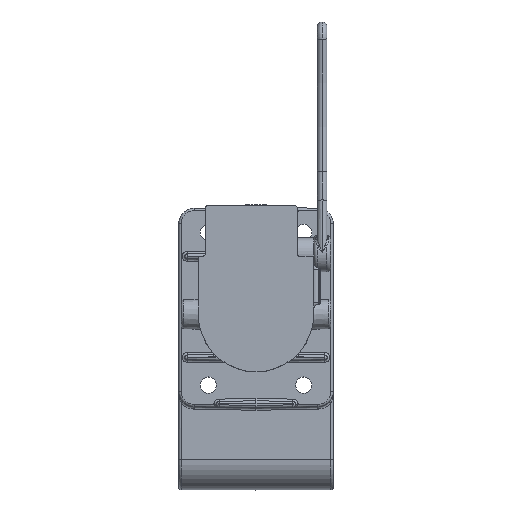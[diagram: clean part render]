
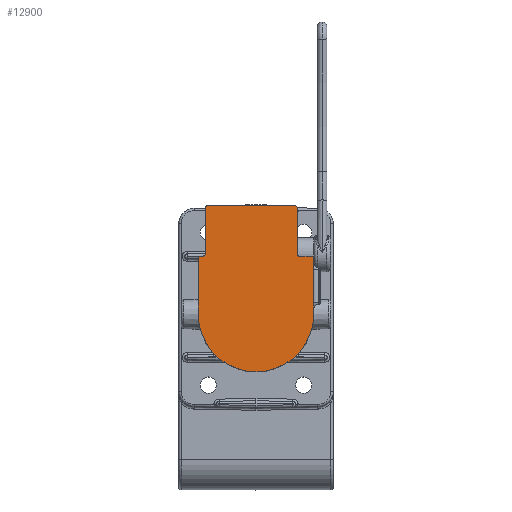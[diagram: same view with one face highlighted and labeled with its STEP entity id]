
A CAD part, top view. The second image highlights one B-rep face of the part: STEP entity #12900.
In plain terms, the highlighted face is planar.
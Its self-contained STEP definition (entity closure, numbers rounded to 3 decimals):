
#1309=FACE_OUTER_BOUND('',#2200,.T.);
#2200=EDGE_LOOP('',(#9498,#9499,#9500,#9501,#9502,#9503,#9504,#9505,#9506,
#9507,#9508,#9509,#9510,#9511));
#3114=CIRCLE('',#14151,2.);
#3115=CIRCLE('',#14152,48.);
#3116=CIRCLE('',#14153,2.);
#3117=CIRCLE('',#14154,2.);
#3118=CIRCLE('',#14155,2.);
#3119=CIRCLE('',#14156,2.);
#3120=CIRCLE('',#14157,2.);
#4188=LINE('',#23986,#4749);
#4189=LINE('',#23990,#4750);
#4190=LINE('',#23994,#4751);
#4191=LINE('',#23998,#4752);
#4192=LINE('',#24002,#4753);
#4193=LINE('',#24006,#4754);
#4194=LINE('',#24009,#4755);
#4749=VECTOR('',#16737,1.);
#4750=VECTOR('',#16740,1.);
#4751=VECTOR('',#16743,1.);
#4752=VECTOR('',#16746,1.);
#4753=VECTOR('',#16749,1.);
#4754=VECTOR('',#16752,1.);
#4755=VECTOR('',#16755,1.);
#5507=VERTEX_POINT('',#23982);
#5508=VERTEX_POINT('',#23983);
#5509=VERTEX_POINT('',#23985);
#5510=VERTEX_POINT('',#23987);
#5511=VERTEX_POINT('',#23989);
#5512=VERTEX_POINT('',#23991);
#5513=VERTEX_POINT('',#23993);
#5514=VERTEX_POINT('',#23995);
#5515=VERTEX_POINT('',#23997);
#5516=VERTEX_POINT('',#23999);
#5517=VERTEX_POINT('',#24001);
#5518=VERTEX_POINT('',#24003);
#5519=VERTEX_POINT('',#24005);
#5520=VERTEX_POINT('',#24007);
#6893=EDGE_CURVE('',#5507,#5508,#3114,.T.);
#6894=EDGE_CURVE('',#5509,#5507,#4188,.T.);
#6895=EDGE_CURVE('',#5509,#5510,#3115,.T.);
#6896=EDGE_CURVE('',#5510,#5511,#4189,.T.);
#6897=EDGE_CURVE('',#5512,#5511,#3116,.T.);
#6898=EDGE_CURVE('',#5513,#5512,#4190,.T.);
#6899=EDGE_CURVE('',#5514,#5513,#3117,.T.);
#6900=EDGE_CURVE('',#5514,#5515,#4191,.T.);
#6901=EDGE_CURVE('',#5516,#5515,#3118,.T.);
#6902=EDGE_CURVE('',#5517,#5516,#4192,.T.);
#6903=EDGE_CURVE('',#5518,#5517,#3119,.T.);
#6904=EDGE_CURVE('',#5519,#5518,#4193,.T.);
#6905=EDGE_CURVE('',#5520,#5519,#3120,.T.);
#6906=EDGE_CURVE('',#5508,#5520,#4194,.T.);
#9498=ORIENTED_EDGE('',*,*,#6893,.F.);
#9499=ORIENTED_EDGE('',*,*,#6894,.F.);
#9500=ORIENTED_EDGE('',*,*,#6895,.T.);
#9501=ORIENTED_EDGE('',*,*,#6896,.T.);
#9502=ORIENTED_EDGE('',*,*,#6897,.F.);
#9503=ORIENTED_EDGE('',*,*,#6898,.F.);
#9504=ORIENTED_EDGE('',*,*,#6899,.F.);
#9505=ORIENTED_EDGE('',*,*,#6900,.T.);
#9506=ORIENTED_EDGE('',*,*,#6901,.F.);
#9507=ORIENTED_EDGE('',*,*,#6902,.F.);
#9508=ORIENTED_EDGE('',*,*,#6903,.F.);
#9509=ORIENTED_EDGE('',*,*,#6904,.F.);
#9510=ORIENTED_EDGE('',*,*,#6905,.F.);
#9511=ORIENTED_EDGE('',*,*,#6906,.F.);
#11733=PLANE('',#14150);
#12900=ADVANCED_FACE('',(#1309),#11733,.F.);
#14150=AXIS2_PLACEMENT_3D('',#23981,#16733,#16734);
#14151=AXIS2_PLACEMENT_3D('',#23984,#16735,#16736);
#14152=AXIS2_PLACEMENT_3D('',#23988,#16738,#16739);
#14153=AXIS2_PLACEMENT_3D('',#23992,#16741,#16742);
#14154=AXIS2_PLACEMENT_3D('',#23996,#16744,#16745);
#14155=AXIS2_PLACEMENT_3D('',#24000,#16747,#16748);
#14156=AXIS2_PLACEMENT_3D('',#24004,#16750,#16751);
#14157=AXIS2_PLACEMENT_3D('',#24008,#16753,#16754);
#16733=DIRECTION('center_axis',(-1.,0.,0.));
#16734=DIRECTION('ref_axis',(0.,0.,1.));
#16735=DIRECTION('center_axis',(-1.,0.,0.));
#16736=DIRECTION('ref_axis',(0.,-0.707,0.707));
#16737=DIRECTION('',(0.,0.,1.));
#16738=DIRECTION('center_axis',(1.,0.,0.));
#16739=DIRECTION('ref_axis',(0.,1.,0.));
#16740=DIRECTION('',(0.,0.,1.));
#16741=DIRECTION('center_axis',(-1.,0.,0.));
#16742=DIRECTION('ref_axis',(0.,0.707,0.707));
#16743=DIRECTION('',(0.,1.,0.));
#16744=DIRECTION('center_axis',(1.,0.,0.));
#16745=DIRECTION('ref_axis',(0.,-0.707,-0.707));
#16746=DIRECTION('',(0.,0.,1.));
#16747=DIRECTION('center_axis',(-1.,0.,0.));
#16748=DIRECTION('ref_axis',(0.,0.707,0.707));
#16749=DIRECTION('',(0.,1.,0.));
#16750=DIRECTION('center_axis',(-1.,0.,0.));
#16751=DIRECTION('ref_axis',(0.,-0.707,0.707));
#16752=DIRECTION('',(0.,0.,1.));
#16753=DIRECTION('center_axis',(1.,0.,0.));
#16754=DIRECTION('ref_axis',(0.,0.707,-0.707));
#16755=DIRECTION('',(0.,1.,0.));
#23981=CARTESIAN_POINT('Origin',(0.,-0.82,
26.342));
#23982=CARTESIAN_POINT('',(0.,-48.,46.));
#23983=CARTESIAN_POINT('',(0.,-46.,48.));
#23984=CARTESIAN_POINT('Origin',(0.,-46.,46.));
#23985=CARTESIAN_POINT('',(0.,-48.,0.));
#23986=CARTESIAN_POINT('',(0.,-48.,0.));
#23987=CARTESIAN_POINT('',(0.,48.,0.));
#23988=CARTESIAN_POINT('Origin',(0.,0.,0.));
#23989=CARTESIAN_POINT('',(0.,48.,46.));
#23990=CARTESIAN_POINT('',(0.,48.,0.));
#23991=CARTESIAN_POINT('',(0.,46.,48.));
#23992=CARTESIAN_POINT('Origin',(0.,46.,46.));
#23993=CARTESIAN_POINT('',(0.,36.25,48.));
#23994=CARTESIAN_POINT('',(0.,-48.,48.));
#23995=CARTESIAN_POINT('',(0.,34.25,50.));
#23996=CARTESIAN_POINT('Origin',(0.,36.25,50.));
#23997=CARTESIAN_POINT('',(0.,34.25,88.));
#23998=CARTESIAN_POINT('',(0.,34.25,44.));
#23999=CARTESIAN_POINT('',(0.,32.25,90.));
#24000=CARTESIAN_POINT('Origin',(0.,32.25,88.));
#24001=CARTESIAN_POINT('',(0.,-40.25,90.));
#24002=CARTESIAN_POINT('',(0.,-42.25,90.));
#24003=CARTESIAN_POINT('',(0.,-42.25,88.));
#24004=CARTESIAN_POINT('Origin',(0.,-40.25,88.));
#24005=CARTESIAN_POINT('',(0.,-42.25,50.));
#24006=CARTESIAN_POINT('',(0.,-42.25,44.));
#24007=CARTESIAN_POINT('',(0.,-44.25,48.));
#24008=CARTESIAN_POINT('Origin',(0.,-44.25,50.));
#24009=CARTESIAN_POINT('',(0.,-48.,48.));
